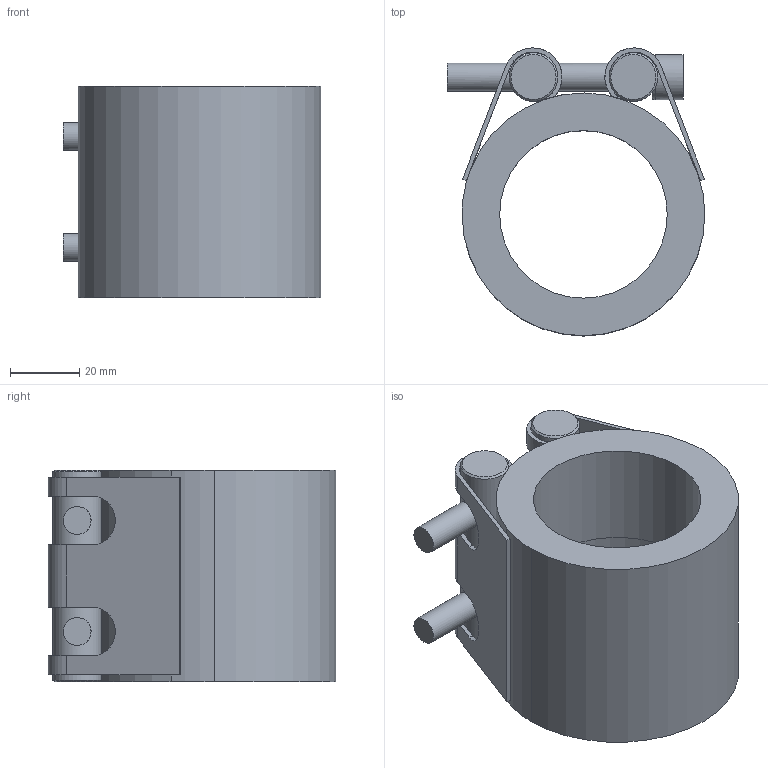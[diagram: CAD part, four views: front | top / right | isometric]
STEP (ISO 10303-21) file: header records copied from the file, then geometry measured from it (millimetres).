
FILE_DESCRIPTION(/* description */ (''),/* implementation_level */ '2;1');
FILE_NAME(/* name */ 'STRAUB COMBI-GRIP 50.0-48.3 ES.stp',/* time_stamp */ '2020-01-03T11:10:22+01:00',/* author */ ('LK_9K'),/* organization */ (''),/* preprocessor_version */ 'ST-DEVELOPER v18',/* originating_system */ 'Autodesk Inventor 2020',/* authorisation */ '');
FILE_SCHEMA (('AUTOMOTIVE_DESIGN { 1 0 10303 214 3 1 1 }'));
Length unit declared in the file: millimetre
Products named in the file (1): STRAUB COMBI-GRIP 50.0-48.3 ES
Bounding box: 74.3 x 82.99 x 61 mm (x, y, z)
Volume: 149017 mm3; surface area: 45925.7 mm2
Topology: 2 solids, 2 shells, 85 faces, 265 edges, 181 vertices
Faces by surface type: plane 53, cylinder 28, cone 4
Full cylindrical faces by diameter (mm): 8 x4, 13 x2, 14 x2, 48.3 x1, 50 x1
Entity records: 3447 total; most frequent: CARTESIAN_POINT 1010, ORIENTED_EDGE 532, DIRECTION 473, EDGE_CURVE 266, VERTEX_POINT 181, AXIS2_PLACEMENT_3D 166, LINE 141, VECTOR 141
